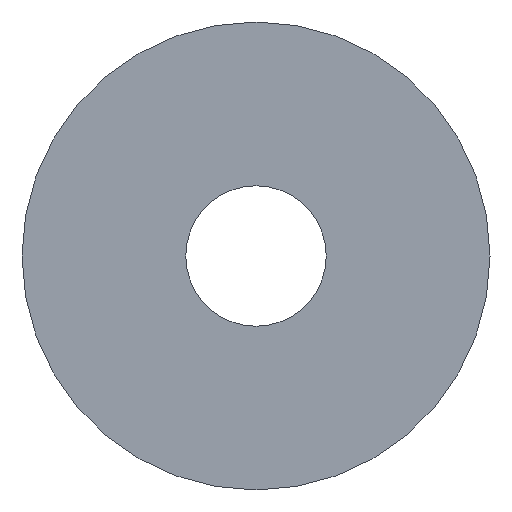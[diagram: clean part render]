
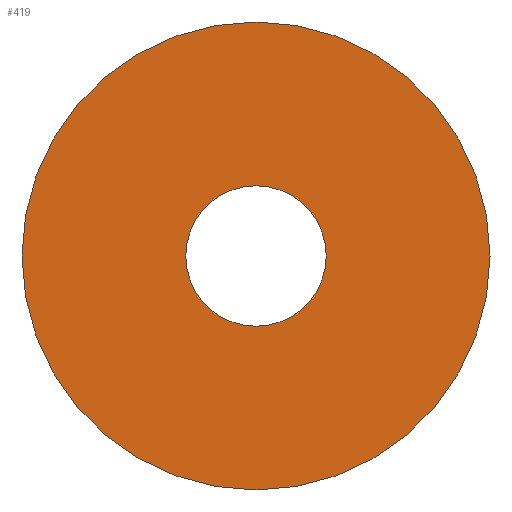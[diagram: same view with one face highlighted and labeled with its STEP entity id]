
A CAD part, left-side view. The second image highlights one B-rep face of the part: STEP entity #419.
In plain terms, the highlighted planar face has unit normal (-1, 0, 0).
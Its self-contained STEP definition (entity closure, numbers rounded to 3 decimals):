
#63=CARTESIAN_POINT('Vertex',(-2.,-14.452,104.906)) ;
#77=CARTESIAN_POINT('Vertex',(-2.,5.548,104.906)) ;
#80=CARTESIAN_POINT('Axis2P3D Location',(-2.,-4.452,104.906)) ;
#97=CARTESIAN_POINT('Axis2P3D Location',(-2.,-4.452,104.906)) ;
#350=CARTESIAN_POINT('Axis2P3D Location',(-2.,-4.452,104.906)) ;
#354=CARTESIAN_POINT('Vertex',(-2.,-1.452,104.906)) ;
#356=CARTESIAN_POINT('Vertex',(-2.,-7.452,104.906)) ;
#392=CARTESIAN_POINT('Axis2P3D Location',(-2.,-4.452,104.906)) ;
#406=CARTESIAN_POINT('Axis2P3D Location',(-2.,0.,0.)) ;
#81=DIRECTION('Axis2P3D Direction',(-1.,-0.,0.)) ;
#98=DIRECTION('Axis2P3D Direction',(-1.,-0.,0.)) ;
#351=DIRECTION('Axis2P3D Direction',(-1.,-0.,0.)) ;
#393=DIRECTION('Axis2P3D Direction',(-1.,-0.,0.)) ;
#407=DIRECTION('Axis2P3D Direction',(-1.,0.,0.)) ;
#408=DIRECTION('Axis2P3D XDirection',(0.,-1.,0.)) ;
#82=AXIS2_PLACEMENT_3D('Circle Axis2P3D',#80,#81,$) ;
#99=AXIS2_PLACEMENT_3D('Circle Axis2P3D',#97,#98,$) ;
#352=AXIS2_PLACEMENT_3D('Circle Axis2P3D',#350,#351,$) ;
#394=AXIS2_PLACEMENT_3D('Circle Axis2P3D',#392,#393,$) ;
#409=AXIS2_PLACEMENT_3D('Plane Axis2P3D',#406,#407,#408) ;
#412=ORIENTED_EDGE('',*,*,#84,.T.) ;
#413=ORIENTED_EDGE('',*,*,#101,.T.) ;
#416=ORIENTED_EDGE('',*,*,#396,.F.) ;
#417=ORIENTED_EDGE('',*,*,#358,.F.) ;
#418=FACE_BOUND('',#415,.T.) ;
#419=ADVANCED_FACE('Corps de pi\X2\00E8\X0\ce.2',(#414,#418),#410,.T.) ;
#83=CIRCLE('generated circle',#82,10.) ;
#100=CIRCLE('generated circle',#99,10.) ;
#353=CIRCLE('generated circle',#352,3.) ;
#395=CIRCLE('generated circle',#394,3.) ;
#84=EDGE_CURVE('',#64,#78,#83,.T.) ;
#101=EDGE_CURVE('',#78,#64,#100,.T.) ;
#358=EDGE_CURVE('',#355,#357,#353,.T.) ;
#396=EDGE_CURVE('',#357,#355,#395,.T.) ;
#411=EDGE_LOOP('',(#412,#413)) ;
#415=EDGE_LOOP('',(#416,#417)) ;
#414=FACE_OUTER_BOUND('',#411,.T.) ;
#410=PLANE('Plane',#409) ;
#64=VERTEX_POINT('',#63) ;
#78=VERTEX_POINT('',#77) ;
#355=VERTEX_POINT('',#354) ;
#357=VERTEX_POINT('',#356) ;
